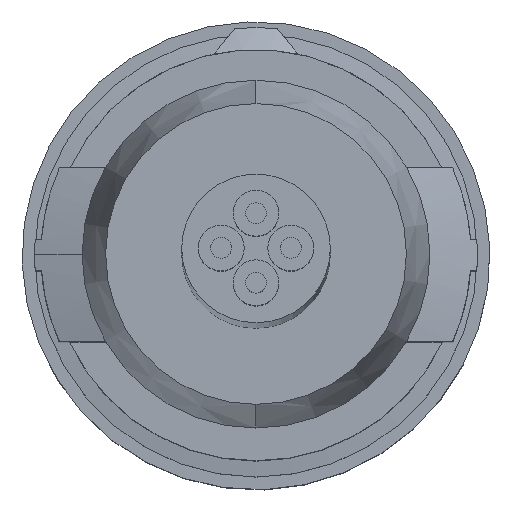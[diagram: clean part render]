
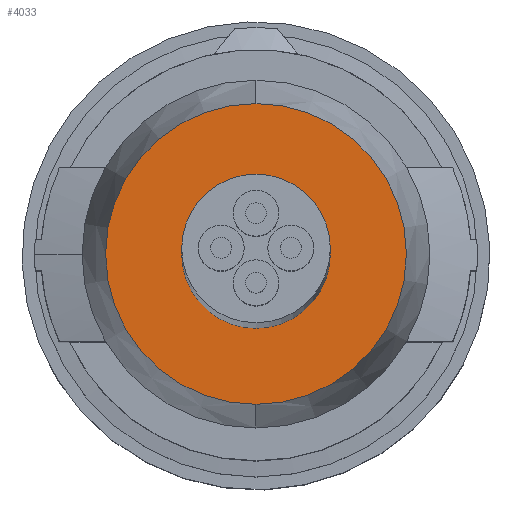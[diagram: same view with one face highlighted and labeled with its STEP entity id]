
A CAD part, top view. The second image highlights one B-rep face of the part: STEP entity #4033.
In plain terms, the highlighted planar face has unit normal (0, 0, 1).
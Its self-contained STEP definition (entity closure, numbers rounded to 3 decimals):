
#191 = ORIENTED_EDGE ( 'NONE', *, *, #3299, .F. ) ;
#311 = CARTESIAN_POINT ( 'NONE',  ( 0., -4.756, 0. ) ) ;
#445 = CIRCLE ( 'NONE', #1855, 4.756 ) ;
#610 = EDGE_CURVE ( 'NONE', #1865, #3013, #1509, .T. ) ;
#641 = DIRECTION ( 'NONE',  ( 0., -1., 0. ) ) ;
#975 = EDGE_CURVE ( 'NONE', #3740, #4068, #445, .T. ) ;
#1315 = DIRECTION ( 'NONE',  ( 0., 0., 1. ) ) ;
#1324 = FACE_BOUND ( 'NONE', #2061, .T. ) ;
#1509 = CIRCLE ( 'NONE', #2916, 2.35 ) ;
#1658 = DIRECTION ( 'NONE',  ( 0., 0., 1. ) ) ;
#1660 = AXIS2_PLACEMENT_3D ( 'NONE', #2442, #3455, #2786 ) ;
#1724 = PLANE ( 'NONE',  #3271 ) ;
#1728 = CARTESIAN_POINT ( 'NONE',  ( 0., 0., 0. ) ) ;
#1855 = AXIS2_PLACEMENT_3D ( 'NONE', #2429, #3514, #4142 ) ;
#1865 = VERTEX_POINT ( 'NONE', #4244 ) ;
#1912 = ORIENTED_EDGE ( 'NONE', *, *, #3692, .F. ) ;
#2061 = EDGE_LOOP ( 'NONE', ( #3296, #1912 ) ) ;
#2063 = CARTESIAN_POINT ( 'NONE',  ( -0.423, 0.322, 0. ) ) ;
#2210 = CARTESIAN_POINT ( 'NONE',  ( 2.35, 0., 0. ) ) ;
#2413 = FACE_OUTER_BOUND ( 'NONE', #4355, .T. ) ;
#2417 = DIRECTION ( 'NONE',  ( 1., 0., 0. ) ) ;
#2429 = CARTESIAN_POINT ( 'NONE',  ( 0., 0., 0. ) ) ;
#2442 = CARTESIAN_POINT ( 'NONE',  ( 0., 0., 0. ) ) ;
#2454 = CARTESIAN_POINT ( 'NONE',  ( 0., 4.756, 0. ) ) ;
#2722 = DIRECTION ( 'NONE',  ( 1., 0., 0. ) ) ;
#2786 = DIRECTION ( 'NONE',  ( 0., -1., 0. ) ) ;
#2916 = AXIS2_PLACEMENT_3D ( 'NONE', #4482, #1315, #2722 ) ;
#3013 = VERTEX_POINT ( 'NONE', #2210 ) ;
#3202 = AXIS2_PLACEMENT_3D ( 'NONE', #1728, #1658, #2417 ) ;
#3271 = AXIS2_PLACEMENT_3D ( 'NONE', #2063, #3824, #641 ) ;
#3296 = ORIENTED_EDGE ( 'NONE', *, *, #610, .F. ) ;
#3299 = EDGE_CURVE ( 'NONE', #4068, #3740, #3344, .T. ) ;
#3344 = CIRCLE ( 'NONE', #1660, 4.756 ) ;
#3455 = DIRECTION ( 'NONE',  ( 0., 0., -1. ) ) ;
#3514 = DIRECTION ( 'NONE',  ( 0., 0., -1. ) ) ;
#3692 = EDGE_CURVE ( 'NONE', #3013, #1865, #4014, .T. ) ;
#3740 = VERTEX_POINT ( 'NONE', #311 ) ;
#3824 = DIRECTION ( 'NONE',  ( 0., 0., 1. ) ) ;
#4014 = CIRCLE ( 'NONE', #3202, 2.35 ) ;
#4033 = ADVANCED_FACE ( 'NONE', ( #1324, #2413 ), #1724, .T. ) ;
#4068 = VERTEX_POINT ( 'NONE', #2454 ) ;
#4142 = DIRECTION ( 'NONE',  ( 0., -1., 0. ) ) ;
#4244 = CARTESIAN_POINT ( 'NONE',  ( -2.35, 0., 0. ) ) ;
#4275 = ORIENTED_EDGE ( 'NONE', *, *, #975, .F. ) ;
#4355 = EDGE_LOOP ( 'NONE', ( #191, #4275 ) ) ;
#4482 = CARTESIAN_POINT ( 'NONE',  ( 0., 0., 0. ) ) ;
